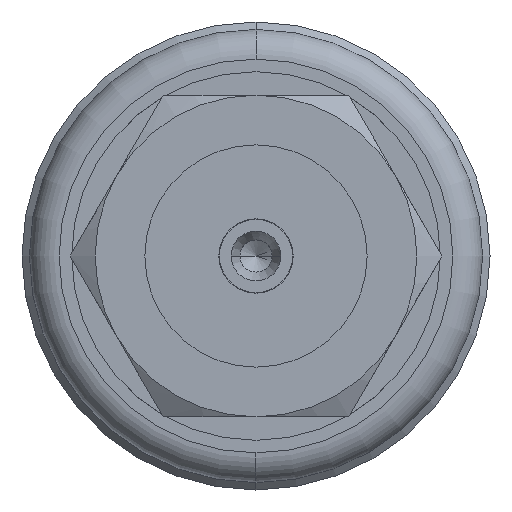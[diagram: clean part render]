
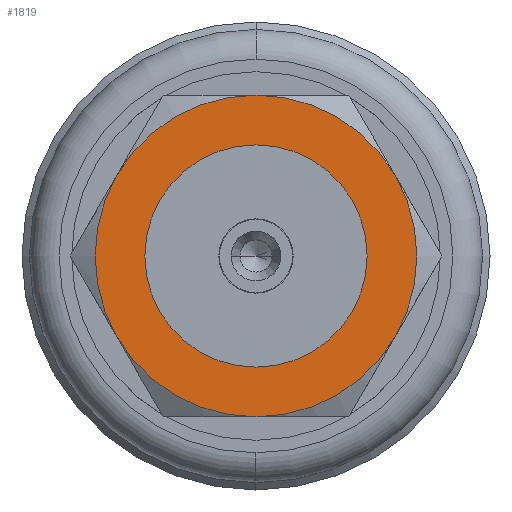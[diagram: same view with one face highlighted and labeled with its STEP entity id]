
A CAD part, left-side view. The second image highlights one B-rep face of the part: STEP entity #1819.
In plain terms, the highlighted planar face has unit normal (-1, 0, 0).
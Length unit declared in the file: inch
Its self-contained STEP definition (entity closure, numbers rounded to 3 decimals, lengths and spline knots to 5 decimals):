
#34 = CIRCLE ( 'NONE', #1777, 0.21654 ) ;
#245 = CARTESIAN_POINT ( 'NONE',  ( 0., 0., -0.21654 ) ) ;
#365 = CARTESIAN_POINT ( 'NONE',  ( 0., 0., 0. ) ) ;
#369 = AXIS2_PLACEMENT_3D ( 'NONE', #1276, #4942, #6466 ) ;
#475 = DIRECTION ( 'NONE',  ( 0., 0., 1. ) ) ;
#501 = EDGE_LOOP ( 'NONE', ( #1165, #793 ) ) ;
#572 = DIRECTION ( 'NONE',  ( 0., 0., -1. ) ) ;
#688 = VERTEX_POINT ( 'NONE', #3148 ) ;
#793 = ORIENTED_EDGE ( 'NONE', *, *, #985, .F. ) ;
#920 = CARTESIAN_POINT ( 'NONE',  ( 0., 0., 0. ) ) ;
#985 = EDGE_CURVE ( 'NONE', #3700, #5932, #1166, .T. ) ;
#992 = EDGE_CURVE ( 'NONE', #688, #4847, #1471, .T. ) ;
#996 = ORIENTED_EDGE ( 'NONE', *, *, #992, .F. ) ;
#1073 = VERTEX_POINT ( 'NONE', #4761 ) ;
#1165 = ORIENTED_EDGE ( 'NONE', *, *, #2141, .F. ) ;
#1166 = CIRCLE ( 'NONE', #5940, 0.14961 ) ;
#1276 = CARTESIAN_POINT ( 'NONE',  ( 0., 0., 0. ) ) ;
#1456 = CARTESIAN_POINT ( 'NONE',  ( 0., 0.18753, 0.10827 ) ) ;
#1462 = DIRECTION ( 'NONE',  ( 0., 0., 1. ) ) ;
#1471 = CIRCLE ( 'NONE', #5288, 0.21654 ) ;
#1557 = VERTEX_POINT ( 'NONE', #245 ) ;
#1667 = ORIENTED_EDGE ( 'NONE', *, *, #4792, .F. ) ;
#1777 = AXIS2_PLACEMENT_3D ( 'NONE', #6598, #4140, #6664 ) ;
#1819 = ADVANCED_FACE ( 'NONE', ( #2031, #1901 ), #2501, .F. ) ;
#1901 = FACE_OUTER_BOUND ( 'NONE', #5920, .T. ) ;
#1926 = EDGE_CURVE ( 'NONE', #1073, #5159, #4208, .T. ) ;
#1950 = AXIS2_PLACEMENT_3D ( 'NONE', #3682, #4229, #572 ) ;
#2031 = FACE_BOUND ( 'NONE', #501, .T. ) ;
#2079 = DIRECTION ( 'NONE',  ( 1., 0., 0. ) ) ;
#2114 = AXIS2_PLACEMENT_3D ( 'NONE', #6181, #2079, #3526 ) ;
#2141 = EDGE_CURVE ( 'NONE', #5932, #3700, #2706, .T. ) ;
#2425 = DIRECTION ( 'NONE',  ( 1., 0., 0. ) ) ;
#2489 = DIRECTION ( 'NONE',  ( -1., 0., 0. ) ) ;
#2501 = PLANE ( 'NONE',  #3454 ) ;
#2548 = CARTESIAN_POINT ( 'NONE',  ( 0., 0., -0.14961 ) ) ;
#2593 = ORIENTED_EDGE ( 'NONE', *, *, #4035, .T. ) ;
#2626 = CIRCLE ( 'NONE', #369, 0.21654 ) ;
#2706 = CIRCLE ( 'NONE', #4334, 0.14961 ) ;
#2973 = ORIENTED_EDGE ( 'NONE', *, *, #4848, .F. ) ;
#3028 = DIRECTION ( 'NONE',  ( 0., 0., -1. ) ) ;
#3148 = CARTESIAN_POINT ( 'NONE',  ( 0., -0.18753, 0.10827 ) ) ;
#3221 = CARTESIAN_POINT ( 'NONE',  ( 0., 0., 0.21654 ) ) ;
#3446 = DIRECTION ( 'NONE',  ( 1., 0., 0. ) ) ;
#3454 = AXIS2_PLACEMENT_3D ( 'NONE', #3957, #3446, #4052 ) ;
#3526 = DIRECTION ( 'NONE',  ( 0., 0., -1. ) ) ;
#3563 = CARTESIAN_POINT ( 'NONE',  ( 0., 0., 0. ) ) ;
#3645 = ORIENTED_EDGE ( 'NONE', *, *, #1926, .F. ) ;
#3682 = CARTESIAN_POINT ( 'NONE',  ( 0., 0., 0. ) ) ;
#3700 = VERTEX_POINT ( 'NONE', #2548 ) ;
#3875 = VERTEX_POINT ( 'NONE', #3221 ) ;
#3957 = CARTESIAN_POINT ( 'NONE',  ( 0., 0., 0. ) ) ;
#4011 = CIRCLE ( 'NONE', #4897, 0.21654 ) ;
#4035 = EDGE_CURVE ( 'NONE', #3875, #5159, #4011, .T. ) ;
#4052 = DIRECTION ( 'NONE',  ( 0., 0., -1. ) ) ;
#4140 = DIRECTION ( 'NONE',  ( 1., 0., 0. ) ) ;
#4208 = CIRCLE ( 'NONE', #1950, 0.21654 ) ;
#4229 = DIRECTION ( 'NONE',  ( 1., 0., 0. ) ) ;
#4329 = CARTESIAN_POINT ( 'NONE',  ( 0., 0., 0.14961 ) ) ;
#4334 = AXIS2_PLACEMENT_3D ( 'NONE', #3563, #4463, #5658 ) ;
#4463 = DIRECTION ( 'NONE',  ( -1., 0., 0. ) ) ;
#4488 = CARTESIAN_POINT ( 'NONE',  ( 0., 0., 0. ) ) ;
#4614 = CARTESIAN_POINT ( 'NONE',  ( 0., -0.18753, -0.10827 ) ) ;
#4761 = CARTESIAN_POINT ( 'NONE',  ( 0., 0.18753, -0.10827 ) ) ;
#4792 = EDGE_CURVE ( 'NONE', #4847, #1557, #2626, .T. ) ;
#4847 = VERTEX_POINT ( 'NONE', #4614 ) ;
#4848 = EDGE_CURVE ( 'NONE', #1557, #1073, #34, .T. ) ;
#4897 = AXIS2_PLACEMENT_3D ( 'NONE', #920, #6623, #475 ) ;
#4942 = DIRECTION ( 'NONE',  ( 1., 0., 0. ) ) ;
#5048 = CIRCLE ( 'NONE', #2114, 0.21654 ) ;
#5159 = VERTEX_POINT ( 'NONE', #1456 ) ;
#5288 = AXIS2_PLACEMENT_3D ( 'NONE', #365, #2425, #3028 ) ;
#5658 = DIRECTION ( 'NONE',  ( 0., 0., 1. ) ) ;
#5920 = EDGE_LOOP ( 'NONE', ( #2973, #1667, #996, #6212, #2593, #3645 ) ) ;
#5932 = VERTEX_POINT ( 'NONE', #4329 ) ;
#5940 = AXIS2_PLACEMENT_3D ( 'NONE', #4488, #2489, #1462 ) ;
#6181 = CARTESIAN_POINT ( 'NONE',  ( 0., 0., 0. ) ) ;
#6212 = ORIENTED_EDGE ( 'NONE', *, *, #6505, .F. ) ;
#6466 = DIRECTION ( 'NONE',  ( 0., 0., -1. ) ) ;
#6505 = EDGE_CURVE ( 'NONE', #3875, #688, #5048, .T. ) ;
#6598 = CARTESIAN_POINT ( 'NONE',  ( 0., 0., 0. ) ) ;
#6623 = DIRECTION ( 'NONE',  ( -1., 0., 0. ) ) ;
#6664 = DIRECTION ( 'NONE',  ( 0., 0., -1. ) ) ;
